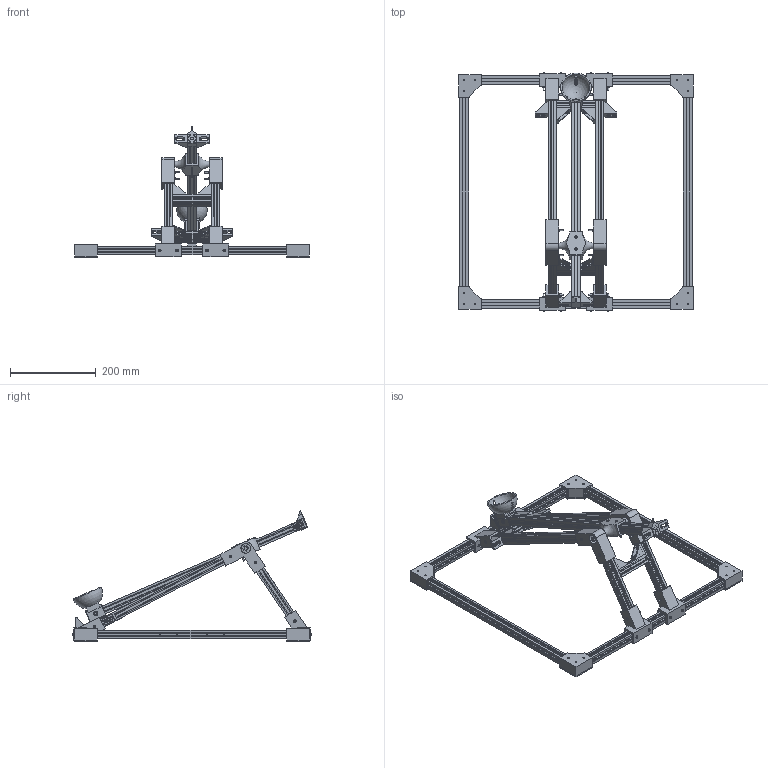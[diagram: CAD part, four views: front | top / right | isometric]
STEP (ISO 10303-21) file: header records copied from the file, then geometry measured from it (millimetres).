
FILE_DESCRIPTION(/* description */ (''),/* implementation_level */ '2;1');
FILE_NAME(/* name */ 'trajectoryAssembly.step',/* time_stamp */ '2022-02-24T20:23:29-04:00',/* author */ (''),/* organization */ (''),/* preprocessor_version */ 'ST-DEVELOPER v18.1',/* originating_system */ 'Autodesk Translation Framework v10.13.0.1454',/* authorisation */ '');
FILE_SCHEMA (('AUTOMOTIVE_DESIGN { 1 0 10303 214 3 1 1 }'));
Length unit declared in the file: millimetre
Products named in the file (71): traj; base; cornerBracket; extrusion(50cm); cornerBracket_1; cornerBracket_2; cornerBracket_3; cornerBody; rubber; tower; rightSide; screws (1); m3x40+nut; m3x40+nut_1; m3x40+nut_2; m3x40+nut_3; m3x40+nut_4; m3x40+nut_5; m3x40+nut_6; m3x40+nut_7; leftSide; elbow; backExtrusion; frontExtrusion; towerBracketBack; towerBracketFront; screws; m3x40+nut_8; m3x40+nut_9; m3x40+nut_10; m3x40+nut_11; m3x40+nut_12; m3x40+nut_13; m3x40+nut_14; m3x40+nut_15; stop; LBrackets; screws+tNuts; screw+tNut; screw+tNut_1 ...
Assembly tree (159 placements, depth 6):
  traj
    base
      extrusion(50cm)  x4
      cornerBracket
        cornerBody
        rubber
      cornerBracket_1
        cornerBody
        rubber
      cornerBracket_2
        cornerBody
        rubber
      cornerBracket_3
        cornerBody
        rubber
    tower
      rightSide
        backExtrusion
        elbow
        towerBracketBack
        towerBracketFront
        frontExtrusion
        screws (1)
          m3x40+nut
            m3Nut
            m3x40
          m3x40+nut_1
            m3Nut
            m3x40
          m3x40+nut_2
            m3Nut
            m3x40
          m3x40+nut_3
            m3Nut
            m3x40
          m3x40+nut_4
            m3Nut
            m3x40
          m3x40+nut_5
            m3Nut
            m3x40
          m3x40+nut_6
            m3Nut
            m3x40
          m3x40+nut_7
            m3Nut
            m3x40
      leftSide
        elbow
        backExtrusion
        frontExtrusion
        towerBracketBack
        towerBracketFront
        screws
          m3x40+nut_8
            m3Nut
            m3x40
          m3x40+nut_9
            m3Nut
            m3x40
Bounding box: 546 x 554.04 x 303.7 mm (x, y, z)
Volume: 1368082.1 mm3; surface area: 1012052.8 mm2
Topology: 112 solids, 112 shells, 2097 faces, 5361 edges, 3501 vertices
Faces by surface type: plane 1709, cylinder 279, cone 72, bspline 18, torus 17, sphere 2
Full cylindrical faces by diameter (mm): 3 x56, 3.3 x92, 3.6 x24, 5 x41, 8 x12, 16 x2, 22 x4, 22.4 x2
Entity records: 26108 total; most frequent: CARTESIAN_POINT 5393, DIRECTION 3979, ORIENTED_EDGE 3908, EDGE_CURVE 1954, LINE 1687, VECTOR 1687, VERTEX_POINT 1279, AXIS2_PLACEMENT_3D 1146
